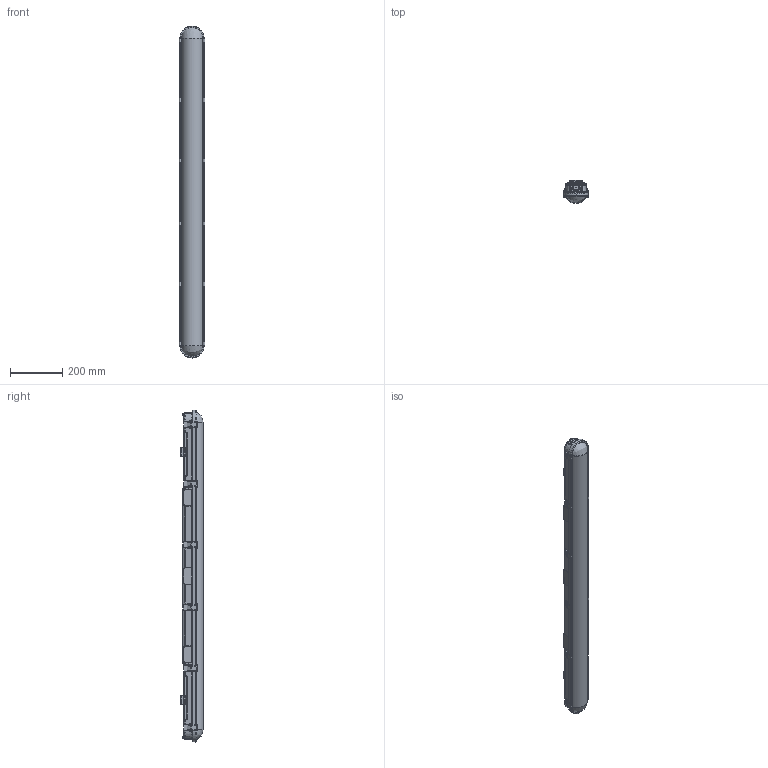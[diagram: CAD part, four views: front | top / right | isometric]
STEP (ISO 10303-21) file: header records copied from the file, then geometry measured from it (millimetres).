
FILE_DESCRIPTION (( 'STEP AP214' ), '1' );
FILE_NAME ('DP_COMBO_1200.STEP', '2025-02-06T12:02:35', ( '' ), ( '' ), 'SwSTEP 2.0', 'SolidWorks 2022', '' );
FILE_SCHEMA (( 'AUTOMOTIVE_DESIGN' ));
Length unit declared in the file: millimetre
Products named in the file (1): DP_COMBO_1200
Bounding box: 97.16 x 86.24 x 1270 mm (x, y, z)
Volume: 833886.1 mm3; surface area: 902744.5 mm2
Topology: 33 solids, 33 shells, 4734 faces, 12356 edges, 7697 vertices
Faces by surface type: cylinder 1669, bspline 1586, plane 1339, cone 63, torus 43, sphere 34
Full cylindrical faces by diameter (mm): 3 x12, 3.1 x12, 3.235 x12, 4.5 x2, 20 x5, 20.5 x2, 27 x5
Entity records: 231011 total; most frequent: CARTESIAN_POINT 76960, ORIENTED_EDGE 24426, DIRECTION 17009, EDGE_CURVE 12213, VERTEX_POINT 7663, AXIS2_PLACEMENT_3D 6084, EDGE_LOOP 4922, LINE 4841
